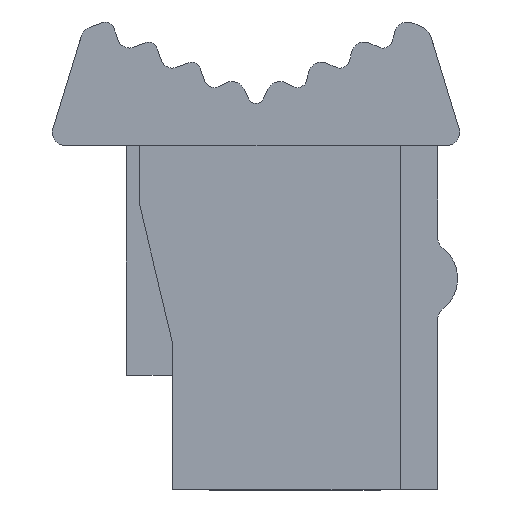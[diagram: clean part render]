
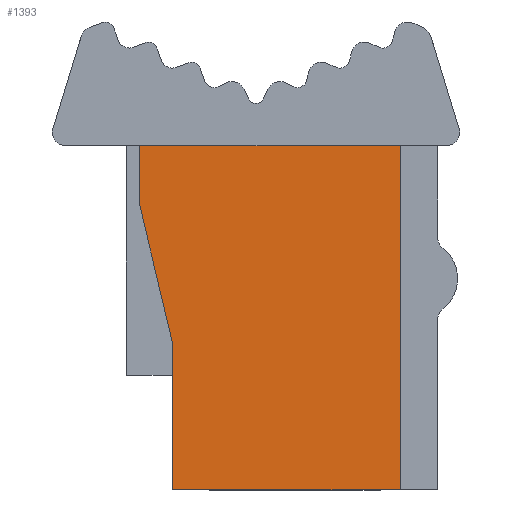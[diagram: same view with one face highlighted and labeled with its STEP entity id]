
A CAD part, left-side view. The second image highlights one B-rep face of the part: STEP entity #1393.
In plain terms, the highlighted planar face has unit normal (-1, 0, 0).
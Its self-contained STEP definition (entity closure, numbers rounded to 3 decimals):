
#1357=AXIS2_PLACEMENT_3D('Plane Axis2P3D',#1354,#1355,#1356) ;
#1135=CARTESIAN_POINT('Vertex',(0.7,1.809,0.)) ;
#1138=CARTESIAN_POINT('Line Origine',(0.7,5.284,0.)) ;
#1142=CARTESIAN_POINT('Vertex',(0.7,8.759,0.)) ;
#1210=CARTESIAN_POINT('Line Origine',(0.7,8.759,2.25)) ;
#1214=CARTESIAN_POINT('Vertex',(0.7,8.759,4.5)) ;
#1354=CARTESIAN_POINT('Axis2P3D Location',(0.7,4.859,10.5)) ;
#1359=CARTESIAN_POINT('Line Origine',(0.7,1.809,5.25)) ;
#1363=CARTESIAN_POINT('Vertex',(0.7,1.809,10.5)) ;
#1366=CARTESIAN_POINT('Line Origine',(0.7,5.784,10.5)) ;
#1370=CARTESIAN_POINT('Vertex',(0.7,9.759,10.5)) ;
#1373=CARTESIAN_POINT('Line Origine',(0.7,9.759,9.6)) ;
#1377=CARTESIAN_POINT('Vertex',(0.7,9.759,8.7)) ;
#1380=CARTESIAN_POINT('Line Origine',(0.7,9.259,6.6)) ;
#1139=DIRECTION('Vector Direction',(0.,1.,0.)) ;
#1211=DIRECTION('Vector Direction',(0.,0.,1.)) ;
#1355=DIRECTION('Axis2P3D Direction',(1.,0.,0.)) ;
#1356=DIRECTION('Axis2P3D XDirection',(0.,0.,1.)) ;
#1360=DIRECTION('Vector Direction',(0.,0.,-1.)) ;
#1367=DIRECTION('Vector Direction',(0.,-1.,0.)) ;
#1374=DIRECTION('Vector Direction',(0.,0.,-1.)) ;
#1381=DIRECTION('Vector Direction',(0.,-0.232,-0.973)) ;
#1140=VECTOR('Line Direction',#1139,1.) ;
#1212=VECTOR('Line Direction',#1211,1.) ;
#1361=VECTOR('Line Direction',#1360,1.) ;
#1368=VECTOR('Line Direction',#1367,1.) ;
#1375=VECTOR('Line Direction',#1374,1.) ;
#1382=VECTOR('Line Direction',#1381,1.) ;
#1386=ORIENTED_EDGE('',*,*,#1365,.F.) ;
#1387=ORIENTED_EDGE('',*,*,#1372,.F.) ;
#1388=ORIENTED_EDGE('',*,*,#1379,.F.) ;
#1389=ORIENTED_EDGE('',*,*,#1384,.F.) ;
#1390=ORIENTED_EDGE('',*,*,#1216,.F.) ;
#1391=ORIENTED_EDGE('',*,*,#1144,.F.) ;
#1393=ADVANCED_FACE('APC_PG_PGTB_2-5',(#1392),#1358,.F.) ;
#1144=EDGE_CURVE('',#1136,#1143,#1141,.T.) ;
#1216=EDGE_CURVE('',#1143,#1215,#1213,.T.) ;
#1365=EDGE_CURVE('',#1364,#1136,#1362,.T.) ;
#1372=EDGE_CURVE('',#1371,#1364,#1369,.T.) ;
#1379=EDGE_CURVE('',#1378,#1371,#1376,.F.) ;
#1384=EDGE_CURVE('',#1215,#1378,#1383,.F.) ;
#1385=EDGE_LOOP('',(#1386,#1387,#1388,#1389,#1390,#1391)) ;
#1392=FACE_OUTER_BOUND('',#1385,.T.) ;
#1141=LINE('Line',#1138,#1140) ;
#1213=LINE('Line',#1210,#1212) ;
#1362=LINE('Line',#1359,#1361) ;
#1369=LINE('Line',#1366,#1368) ;
#1376=LINE('Line',#1373,#1375) ;
#1383=LINE('Line',#1380,#1382) ;
#1358=PLANE('',#1357) ;
#1136=VERTEX_POINT('',#1135) ;
#1143=VERTEX_POINT('',#1142) ;
#1215=VERTEX_POINT('',#1214) ;
#1364=VERTEX_POINT('',#1363) ;
#1371=VERTEX_POINT('',#1370) ;
#1378=VERTEX_POINT('',#1377) ;
